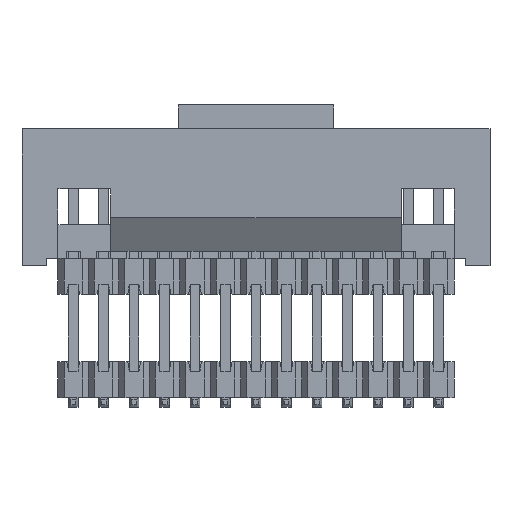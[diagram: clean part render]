
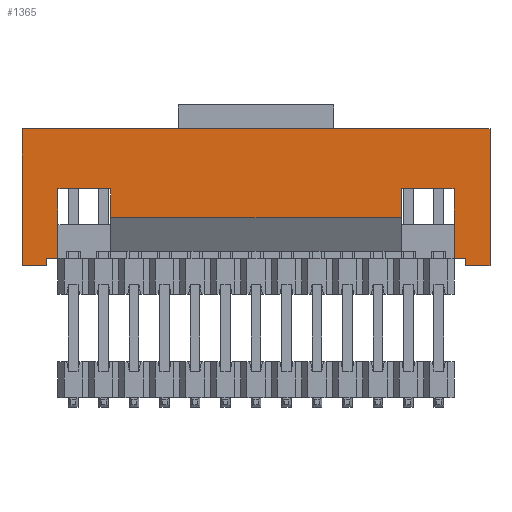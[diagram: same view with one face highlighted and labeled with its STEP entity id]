
A CAD part, front view. The second image highlights one B-rep face of the part: STEP entity #1365.
In plain terms, the highlighted planar face has unit normal (0, -1, 0).
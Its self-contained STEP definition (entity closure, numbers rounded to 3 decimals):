
#107=CARTESIAN_POINT('',(-9.755,-2.825,-2.85));
#108=VERTEX_POINT('',#107);
#115=CARTESIAN_POINT('',(-9.755,-2.825,2.85));
#116=VERTEX_POINT('',#115);
#117=CARTESIAN_POINT('',(-9.755,-2.825,-2.85));
#118=DIRECTION('',(0.,0.,1.));
#119=VECTOR('',#118,5.7);
#120=LINE('',#117,#119);
#121=EDGE_CURVE('',#108,#116,#120,.T.);
#184=CARTESIAN_POINT('',(9.755,-2.825,-2.85));
#185=VERTEX_POINT('',#184);
#241=CARTESIAN_POINT('',(9.755,-2.825,2.85));
#242=VERTEX_POINT('',#241);
#249=CARTESIAN_POINT('',(9.755,-2.825,2.85));
#250=DIRECTION('',(0.,0.,-1.));
#251=VECTOR('',#250,5.7);
#252=LINE('',#249,#251);
#253=EDGE_CURVE('',#242,#185,#252,.T.);
#743=CARTESIAN_POINT('',(-8.75,-2.825,-2.85));
#744=VERTEX_POINT('',#743);
#751=CARTESIAN_POINT('',(-8.75,-2.825,-2.85));
#752=DIRECTION('',(-1.,0.,0.));
#753=VECTOR('',#752,1.005);
#754=LINE('',#751,#753);
#755=EDGE_CURVE('',#744,#108,#754,.T.);
#767=CARTESIAN_POINT('',(8.75,-2.825,-2.85));
#768=VERTEX_POINT('',#767);
#769=CARTESIAN_POINT('',(9.755,-2.825,-2.85));
#770=DIRECTION('',(-1.,0.,0.));
#771=VECTOR('',#770,1.005);
#772=LINE('',#769,#771);
#773=EDGE_CURVE('',#185,#768,#772,.T.);
#798=CARTESIAN_POINT('',(8.75,-2.825,-2.55));
#799=VERTEX_POINT('',#798);
#800=CARTESIAN_POINT('',(8.75,-2.825,-2.85));
#801=DIRECTION('',(0.,0.,1.));
#802=VECTOR('',#801,0.3);
#803=LINE('',#800,#802);
#804=EDGE_CURVE('',#768,#799,#803,.T.);
#837=CARTESIAN_POINT('',(-8.75,-2.825,-2.55));
#838=VERTEX_POINT('',#837);
#845=CARTESIAN_POINT('',(-8.75,-2.825,-2.55));
#846=DIRECTION('',(0.,0.,-1.));
#847=VECTOR('',#846,0.3);
#848=LINE('',#845,#847);
#849=EDGE_CURVE('',#838,#744,#848,.T.);
#1005=CARTESIAN_POINT('',(8.255,-2.825,-2.55));
#1006=VERTEX_POINT('',#1005);
#1013=CARTESIAN_POINT('',(8.255,-2.825,0.35));
#1014=VERTEX_POINT('',#1013);
#1015=CARTESIAN_POINT('',(8.255,-2.825,-2.55));
#1016=DIRECTION('',(0.,0.,1.));
#1017=VECTOR('',#1016,2.9);
#1018=LINE('',#1015,#1017);
#1019=EDGE_CURVE('',#1006,#1014,#1018,.T.);
#1042=CARTESIAN_POINT('',(6.055,-2.825,0.35));
#1043=VERTEX_POINT('',#1042);
#1044=CARTESIAN_POINT('',(8.255,-2.825,0.35));
#1045=DIRECTION('',(-1.,0.,0.));
#1046=VECTOR('',#1045,2.2);
#1047=LINE('',#1044,#1046);
#1048=EDGE_CURVE('',#1014,#1043,#1047,.T.);
#1066=CARTESIAN_POINT('',(-8.255,-2.825,0.35));
#1067=VERTEX_POINT('',#1066);
#1075=CARTESIAN_POINT('',(-6.055,-2.825,0.35));
#1076=VERTEX_POINT('',#1075);
#1083=CARTESIAN_POINT('',(-6.055,-2.825,0.35));
#1084=DIRECTION('',(-1.,0.,0.));
#1085=VECTOR('',#1084,2.2);
#1086=LINE('',#1083,#1085);
#1087=EDGE_CURVE('',#1076,#1067,#1086,.T.);
#1097=CARTESIAN_POINT('',(-8.255,-2.825,-2.55));
#1098=VERTEX_POINT('',#1097);
#1115=CARTESIAN_POINT('',(-8.255,-2.825,0.35));
#1116=DIRECTION('',(0.,0.,-1.));
#1117=VECTOR('',#1116,2.9);
#1118=LINE('',#1115,#1117);
#1119=EDGE_CURVE('',#1067,#1098,#1118,.T.);
#1292=CARTESIAN_POINT('',(0.,-2.825,0.));
#1293=DIRECTION('',(1.,0.,0.));
#1294=DIRECTION('',(0.,-1.,0.));
#1295=AXIS2_PLACEMENT_3D('',#1292,#1294,#1293);
#1296=PLANE('',#1295);
#1297=ORIENTED_EDGE('',*,*,#755,.F.);
#1298=ORIENTED_EDGE('',*,*,#849,.F.);
#1299=CARTESIAN_POINT('',(-8.75,-2.825,-2.55));
#1300=DIRECTION('',(1.,0.,0.));
#1301=VECTOR('',#1300,0.495);
#1302=LINE('',#1299,#1301);
#1303=EDGE_CURVE('',#838,#1098,#1302,.T.);
#1304=ORIENTED_EDGE('',*,*,#1303,.T.);
#1305=ORIENTED_EDGE('',*,*,#1119,.F.);
#1306=ORIENTED_EDGE('',*,*,#1087,.F.);
#1307=CARTESIAN_POINT('',(-6.055,-2.825,-0.85));
#1308=VERTEX_POINT('',#1307);
#1309=CARTESIAN_POINT('',(-6.055,-2.825,0.35));
#1310=DIRECTION('',(0.,0.,-1.));
#1311=VECTOR('',#1310,1.2);
#1312=LINE('',#1309,#1311);
#1313=EDGE_CURVE('',#1076,#1308,#1312,.T.);
#1314=ORIENTED_EDGE('',*,*,#1313,.T.);
#1315=CARTESIAN_POINT('',(6.055,-2.825,-0.85));
#1316=VERTEX_POINT('',#1315);
#1317=CARTESIAN_POINT('',(-6.055,-2.825,-0.85));
#1318=DIRECTION('',(1.,0.,0.));
#1319=VECTOR('',#1318,12.11);
#1320=LINE('',#1317,#1319);
#1321=EDGE_CURVE('',#1308,#1316,#1320,.T.);
#1322=ORIENTED_EDGE('',*,*,#1321,.T.);
#1323=CARTESIAN_POINT('',(6.055,-2.825,-0.85));
#1324=DIRECTION('',(0.,0.,1.));
#1325=VECTOR('',#1324,1.2);
#1326=LINE('',#1323,#1325);
#1327=EDGE_CURVE('',#1316,#1043,#1326,.T.);
#1328=ORIENTED_EDGE('',*,*,#1327,.T.);
#1329=ORIENTED_EDGE('',*,*,#1048,.F.);
#1330=ORIENTED_EDGE('',*,*,#1019,.F.);
#1331=CARTESIAN_POINT('',(8.255,-2.825,-2.55));
#1332=DIRECTION('',(1.,0.,0.));
#1333=VECTOR('',#1332,0.495);
#1334=LINE('',#1331,#1333);
#1335=EDGE_CURVE('',#1006,#799,#1334,.T.);
#1336=ORIENTED_EDGE('',*,*,#1335,.T.);
#1337=ORIENTED_EDGE('',*,*,#804,.F.);
#1338=ORIENTED_EDGE('',*,*,#773,.F.);
#1339=ORIENTED_EDGE('',*,*,#253,.F.);
#1340=CARTESIAN_POINT('',(3.25,-2.825,2.85));
#1341=VERTEX_POINT('',#1340);
#1342=CARTESIAN_POINT('',(3.25,-2.825,2.85));
#1343=DIRECTION('',(1.,0.,0.));
#1344=VECTOR('',#1343,6.505);
#1345=LINE('',#1342,#1344);
#1346=EDGE_CURVE('',#1341,#242,#1345,.T.);
#1347=ORIENTED_EDGE('',*,*,#1346,.F.);
#1348=CARTESIAN_POINT('',(-3.25,-2.825,2.85));
#1349=VERTEX_POINT('',#1348);
#1350=CARTESIAN_POINT('',(-3.25,-2.825,2.85));
#1351=DIRECTION('',(1.,0.,0.));
#1352=VECTOR('',#1351,6.5);
#1353=LINE('',#1350,#1352);
#1354=EDGE_CURVE('',#1349,#1341,#1353,.T.);
#1355=ORIENTED_EDGE('',*,*,#1354,.F.);
#1356=CARTESIAN_POINT('',(-9.755,-2.825,2.85));
#1357=DIRECTION('',(1.,0.,0.));
#1358=VECTOR('',#1357,6.505);
#1359=LINE('',#1356,#1358);
#1360=EDGE_CURVE('',#116,#1349,#1359,.T.);
#1361=ORIENTED_EDGE('',*,*,#1360,.F.);
#1362=ORIENTED_EDGE('',*,*,#121,.F.);
#1363=EDGE_LOOP('',(#1297,#1298,#1304,#1305,#1306,#1314,#1322,#1328,#1329,#1330,#1336,#1337,#1338,#1339,#1347,#1355,#1361,#1362));
#1364=FACE_OUTER_BOUND('',#1363,.T.);
#1365=ADVANCED_FACE('',(#1364),#1296,.T.);
